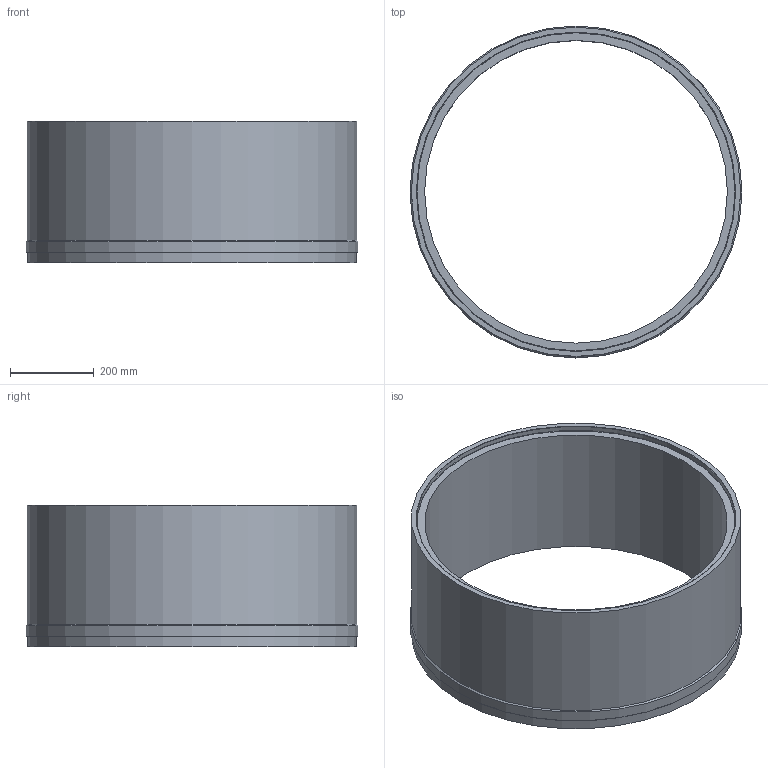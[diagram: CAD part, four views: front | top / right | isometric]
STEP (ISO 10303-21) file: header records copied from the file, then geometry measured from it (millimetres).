
FILE_DESCRIPTION(/* description */ ('28 1/2" ID x 1 1/4" WALL x 13 11/32" HCWI LINER PUP, ASTM A532 CLASS III TYPE A, PF#(TBD)'),/* implementation_level */ '2;1');
FILE_NAME(/* name */ 'A1-19027-400-08 HCWI liner - pup - 1-21-20.stp',/* time_stamp */ '2020-01-21T12:04:17-07:00',/* author */ ('Graeme_Van_Dongen'),/* organization */ (''),/* preprocessor_version */ 'ST-DEVELOPER v16.5',/* originating_system */ 'Autodesk Inventor 2017',/* authorisation */ '');
FILE_SCHEMA (('AUTOMOTIVE_DESIGN { 1 0 10303 214 3 1 1 }'));
Length unit declared in the file: inch
Products named in the file (1): A1-19027-400-08 HCWI liner - pup
Bounding box: 793.75 x 793.75 x 338.7 mm (x, y, z)
Volume: 25160804.7 mm3; surface area: 1769255.4 mm2
Topology: 1 solids, 1 shells, 13 faces, 23 edges, 14 vertices
Faces by surface type: cylinder 5, plane 4, cone 2, torus 2
Full cylindrical faces by diameter (mm): 723.9 x1, 762 x1, 786.892 x1, 787.4 x1, 793.75 x1
Entity records: 300 total; most frequent: DIRECTION 54, CARTESIAN_POINT 40, AXIS2_PLACEMENT_3D 27, EDGE_LOOP 26, ORIENTED_EDGE 26, FACE_BOUND 13, FACE_OUTER_BOUND 13, CIRCLE 13
